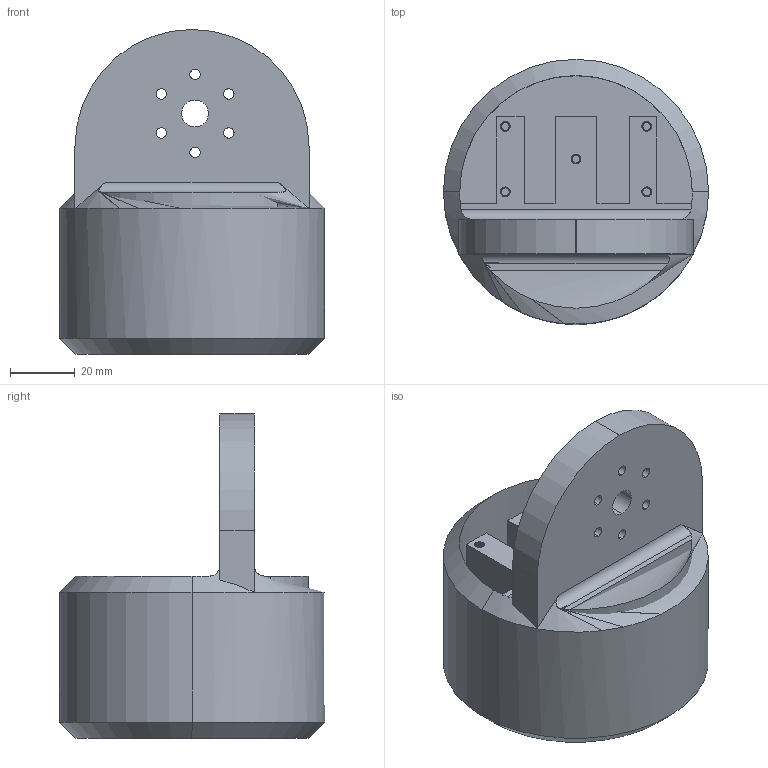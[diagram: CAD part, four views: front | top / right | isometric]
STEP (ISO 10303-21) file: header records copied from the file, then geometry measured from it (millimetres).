
FILE_DESCRIPTION (( 'STEP AP214' ), '1' );
FILE_NAME ('腑芛1.STEP', '2025-04-01T01:51:30', ( '' ), ( '' ), 'SwSTEP 2.0', 'SolidWorks 2020', '' );
FILE_SCHEMA (( 'AUTOMOTIVE_DESIGN' ));
Length unit declared in the file: millimetre
Products named in the file (1): 腑芛1
Bounding box: 81.58 x 81.58 x 100 mm (x, y, z)
Volume: 196816.7 mm3; surface area: 48145.9 mm2
Topology: 1 solids, 1 shells, 315 faces, 864 edges, 563 vertices
Faces by surface type: cylinder 248, plane 46, bspline 15, cone 6
Entity records: 20691 total; most frequent: CARTESIAN_POINT 13856, ORIENTED_EDGE 1728, DIRECTION 1146, EDGE_CURVE 864, VERTEX_POINT 563, AXIS2_PLACEMENT_3D 401, VECTOR 344, LINE 344
